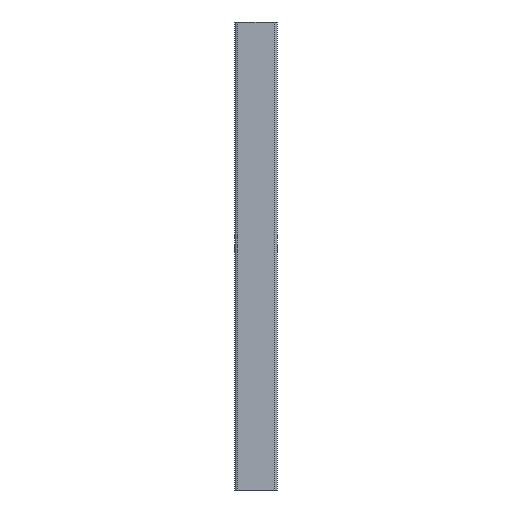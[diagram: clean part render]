
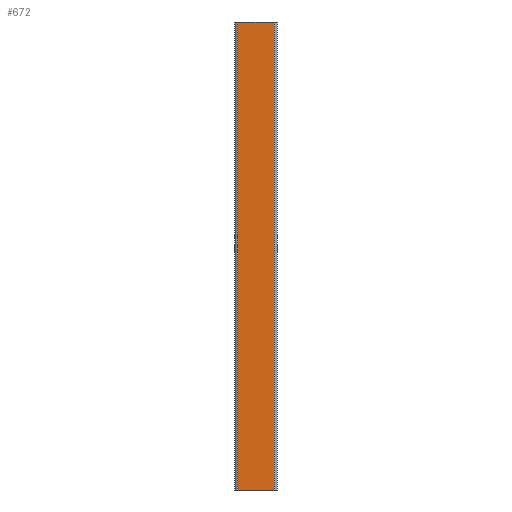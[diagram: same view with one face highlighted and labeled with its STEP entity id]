
A CAD part, left-side view. The second image highlights one B-rep face of the part: STEP entity #672.
In plain terms, the highlighted planar face has unit normal (-1, 0, 0).
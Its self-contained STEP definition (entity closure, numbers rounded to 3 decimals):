
#7 = EDGE_CURVE ( 'NONE', #2754, #1541, #3067, .T. ) ;
#668 = ORIENTED_EDGE ( 'NONE', *, *, #677, .T. ) ;
#671 = ORIENTED_EDGE ( 'NONE', *, *, #7, .F. ) ;
#672 = ADVANCED_FACE ( 'NONE', ( #4126 ), #4127, .F. ) ;
#677 = EDGE_CURVE ( 'NONE', #3030, #1561, #4109, .T. ) ;
#707 = EDGE_LOOP ( 'NONE', ( #712, #671, #714, #668 ) ) ;
#712 = ORIENTED_EDGE ( 'NONE', *, *, #1560, .T. ) ;
#714 = ORIENTED_EDGE ( 'NONE', *, *, #3029, .F. ) ;
#1541 = VERTEX_POINT ( 'NONE', #5502 ) ;
#1560 = EDGE_CURVE ( 'NONE', #1561, #1541, #5515, .T. ) ;
#1561 = VERTEX_POINT ( 'NONE', #5536 ) ;
#2754 = VERTEX_POINT ( 'NONE', #7508 ) ;
#3029 = EDGE_CURVE ( 'NONE', #3030, #2754, #7461, .T. ) ;
#3030 = VERTEX_POINT ( 'NONE', #7992 ) ;
#3065 = DIRECTION ( 'NONE',  ( 0., 0., -1. ) ) ;
#3066 = VECTOR ( 'NONE', #3065, 1000. ) ;
#3067 = LINE ( 'NONE', #3071, #3066 ) ;
#3071 = CARTESIAN_POINT ( 'NONE',  ( -8483.958, -7081.222, 500. ) ) ;
#4043 = AXIS2_PLACEMENT_3D ( 'NONE', #4129, #4120, #4119 ) ;
#4108 = VECTOR ( 'NONE', #4115, 1000. ) ;
#4109 = LINE ( 'NONE', #4113, #4108 ) ;
#4113 = CARTESIAN_POINT ( 'NONE',  ( -8483.958, -7042.222, 500. ) ) ;
#4115 = DIRECTION ( 'NONE',  ( 0., 0., -1. ) ) ;
#4119 = DIRECTION ( 'NONE',  ( 0., 1., 0. ) ) ;
#4120 = DIRECTION ( 'NONE',  ( 1., 0., 0. ) ) ;
#4126 = FACE_OUTER_BOUND ( 'NONE', #707, .T. ) ;
#4127 = PLANE ( 'NONE',  #4043 ) ;
#4129 = CARTESIAN_POINT ( 'NONE',  ( -8483.958, -7042.222, 500. ) ) ;
#5502 = CARTESIAN_POINT ( 'NONE',  ( -8483.958, -7081.222, 0. ) ) ;
#5512 = DIRECTION ( 'NONE',  ( 0., -1., 0. ) ) ;
#5513 = VECTOR ( 'NONE', #5512, 1000. ) ;
#5514 = CARTESIAN_POINT ( 'NONE',  ( -8483.958, -7042.222, 0. ) ) ;
#5515 = LINE ( 'NONE', #5514, #5513 ) ;
#5536 = CARTESIAN_POINT ( 'NONE',  ( -8483.958, -7042.222, 0. ) ) ;
#7461 = LINE ( 'NONE', #7719, #7698 ) ;
#7508 = CARTESIAN_POINT ( 'NONE',  ( -8483.958, -7081.222, 500. ) ) ;
#7692 = DIRECTION ( 'NONE',  ( 0., -1., 0. ) ) ;
#7698 = VECTOR ( 'NONE', #7692, 1000. ) ;
#7719 = CARTESIAN_POINT ( 'NONE',  ( -8483.958, -7042.222, 500. ) ) ;
#7992 = CARTESIAN_POINT ( 'NONE',  ( -8483.958, -7042.222, 500. ) ) ;
